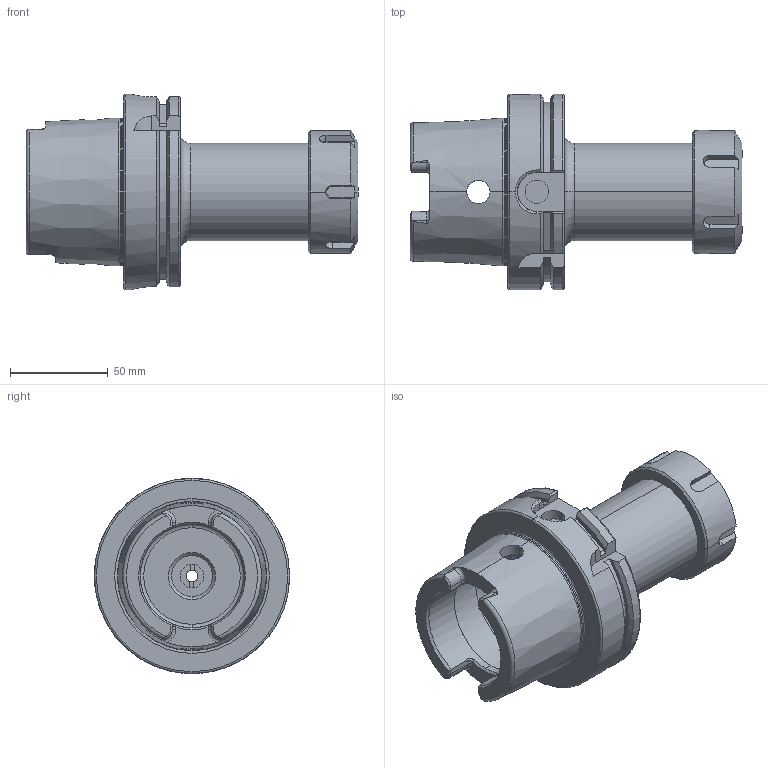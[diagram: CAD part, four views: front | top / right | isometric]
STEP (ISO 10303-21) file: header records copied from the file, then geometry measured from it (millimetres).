
FILE_DESCRIPTION (( 'STEP AP203' ), '1' );
FILE_NAME ('91100A-ER840120.STEP', '2021-04-12T09:45:38', ( '' ), ( '' ), 'SwSTEP 2.0', 'SolidWorks 2018', '' );
FILE_SCHEMA (( 'CONFIG_CONTROL_DESIGN' ));
Length unit declared in the file: millimetre
Products named in the file (12): HSKA100CCHER40120WW; FTNUTER40; Part1^HSKA100CCHER40120WW; Part2^HSKA100CCHER40120WW; SCWM22X1.5-15; 91100A-ER840120
Assembly tree (4 placements, depth 3):
  HSKA100CCHER40120WW
  FTNUTER40
  Part1^HSKA100CCHER40120WW
  Part2^HSKA100CCHER40120WW
  Part1^HSKA100CCHER40120WW
Bounding box: 170 x 100 x 100 mm (x, y, z)
Volume: 393666.7 mm3; surface area: 82409.9 mm2
Topology: 3 solids, 3 shells, 255 faces, 646 edges, 402 vertices
Faces by surface type: plane 95, cylinder 66, cone 51, torus 33, bspline 10
Entity records: 10163 total; most frequent: CARTESIAN_POINT 3102, ORIENTED_EDGE 1288, DIRECTION 1254, EDGE_CURVE 644, AXIS2_PLACEMENT_3D 504, VERTEX_POINT 402, EDGE_LOOP 272, ADVANCED_FACE 255
